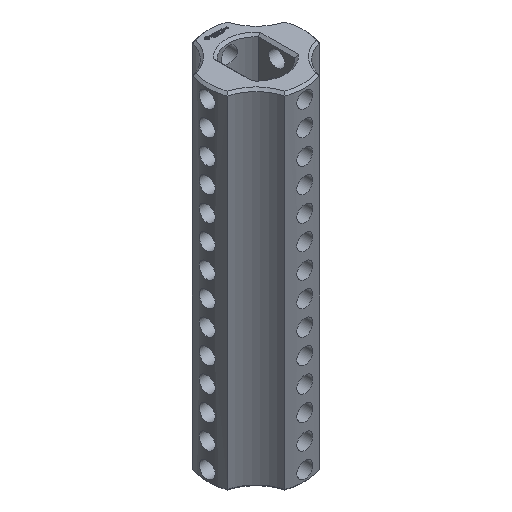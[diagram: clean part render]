
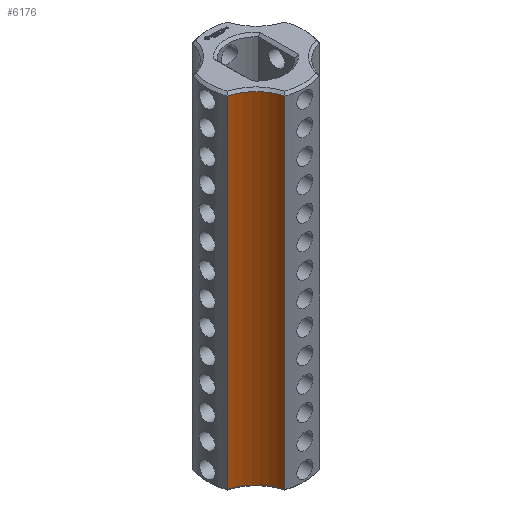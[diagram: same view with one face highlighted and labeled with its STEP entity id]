
A CAD part, isometric view. The second image highlights one B-rep face of the part: STEP entity #6176.
In plain terms, the highlighted cylindrical face has radius 5 mm (diameter 10 mm), a partial arc.
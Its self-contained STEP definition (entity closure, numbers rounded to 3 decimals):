
#1621 = EDGE_CURVE('',#1622,#1624,#1626,.T.);
#1622 = VERTEX_POINT('',#1623);
#1623 = CARTESIAN_POINT('',(-2.225,-5.841,0.3));
#1624 = VERTEX_POINT('',#1625);
#1625 = CARTESIAN_POINT('',(-2.225,-5.841,43.45));
#1626 = LINE('',#1627,#1628);
#1627 = CARTESIAN_POINT('',(-2.225,-5.841,0.));
#1628 = VECTOR('',#1629,1.);
#1629 = DIRECTION('',(0.,0.,1.));
#6176 = ADVANCED_FACE('',(#6177),#6204,.F.);
#6177 = FACE_BOUND('',#6178,.T.);
#6178 = EDGE_LOOP('',(#6179,#6180,#6189,#6197));
#6179 = ORIENTED_EDGE('',*,*,#1621,.T.);
#6180 = ORIENTED_EDGE('',*,*,#6181,.T.);
#6181 = EDGE_CURVE('',#1624,#6182,#6184,.T.);
#6182 = VERTEX_POINT('',#6183);
#6183 = CARTESIAN_POINT('',(-5.841,-2.225,43.45));
#6184 = CIRCLE('',#6185,5.);
#6185 = AXIS2_PLACEMENT_3D('',#6186,#6187,#6188);
#6186 = CARTESIAN_POINT('',(-7.071,-7.071,43.45));
#6187 = DIRECTION('',(0.,-0.,1.));
#6188 = DIRECTION('',(0.969,0.246,0.));
#6189 = ORIENTED_EDGE('',*,*,#6190,.F.);
#6190 = EDGE_CURVE('',#6191,#6182,#6193,.T.);
#6191 = VERTEX_POINT('',#6192);
#6192 = CARTESIAN_POINT('',(-5.841,-2.225,0.3));
#6193 = LINE('',#6194,#6195);
#6194 = CARTESIAN_POINT('',(-5.841,-2.225,0.));
#6195 = VECTOR('',#6196,1.);
#6196 = DIRECTION('',(0.,0.,1.));
#6197 = ORIENTED_EDGE('',*,*,#6198,.F.);
#6198 = EDGE_CURVE('',#1622,#6191,#6199,.T.);
#6199 = CIRCLE('',#6200,5.);
#6200 = AXIS2_PLACEMENT_3D('',#6201,#6202,#6203);
#6201 = CARTESIAN_POINT('',(-7.071,-7.071,0.3));
#6202 = DIRECTION('',(0.,-0.,1.));
#6203 = DIRECTION('',(0.969,0.246,0.));
#6204 = CYLINDRICAL_SURFACE('',#6205,5.);
#6205 = AXIS2_PLACEMENT_3D('',#6206,#6207,#6208);
#6206 = CARTESIAN_POINT('',(-7.071,-7.071,0.));
#6207 = DIRECTION('',(-0.,-0.,-1.));
#6208 = DIRECTION('',(1.,0.,0.));
